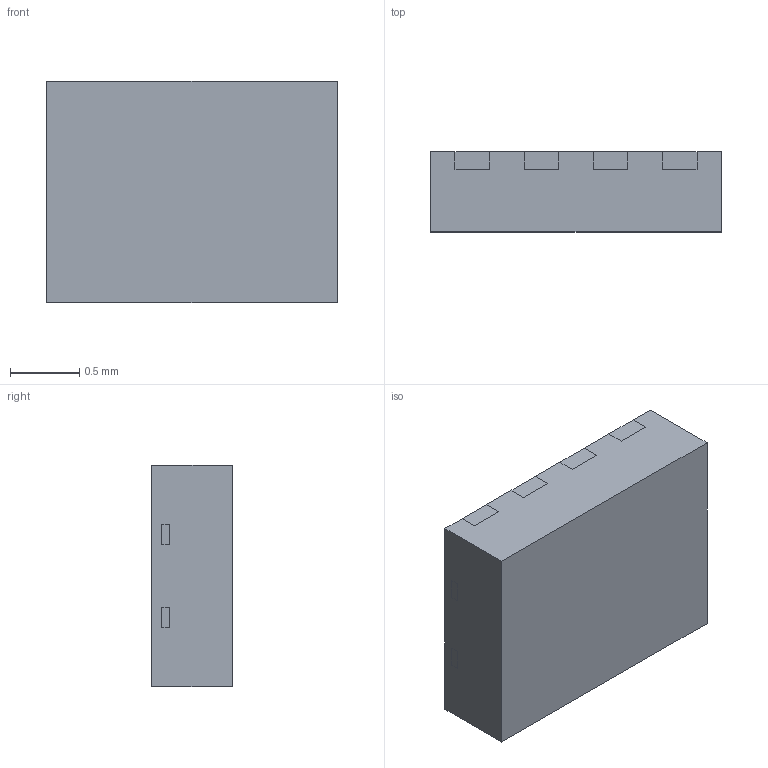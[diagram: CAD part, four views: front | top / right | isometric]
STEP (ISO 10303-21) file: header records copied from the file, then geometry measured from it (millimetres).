
FILE_DESCRIPTION(/* description */ ('Unknown'),/* implementation_level */ '2;1');
FILE_NAME(/* name */ 'DFN2116-8 STP',/* time_stamp */ '2020-09-30T13:50:11+08:00',/* author */ ('Unknown'),/* organization */ ('Unknown'),/* preprocessor_version */ 'ST-DEVELOPER v16.7',/* originating_system */ 'DEX',/* authorisation */ $);
FILE_SCHEMA (('AUTOMOTIVE_DESIGN {1 0 10303 214 3 1 1}'));
Length unit declared in the file: millimetre
Products named in the file (3): SLP2116P8; SLP2116P8-LF; Compound
Assembly tree (2 placements, depth 2):
  SLP2116P8
    SLP2116P8-LF
    Compound
Bounding box: 2.1 x 0.58 x 1.6 mm (x, y, z)
Volume: 1.9 mm3; surface area: 21.2 mm2
Topology: 10 solids, 10 shells, 263 faces, 732 edges, 488 vertices
Faces by surface type: plane 217, cylinder 46
Entity records: 9381 total; most frequent: CARTESIAN_POINT 1486, ORIENTED_EDGE 1464, DIRECTION 1356, EDGE_CURVE 732, LINE 640, VECTOR 640, VERTEX_POINT 488, AXIS2_PLACEMENT_3D 358
